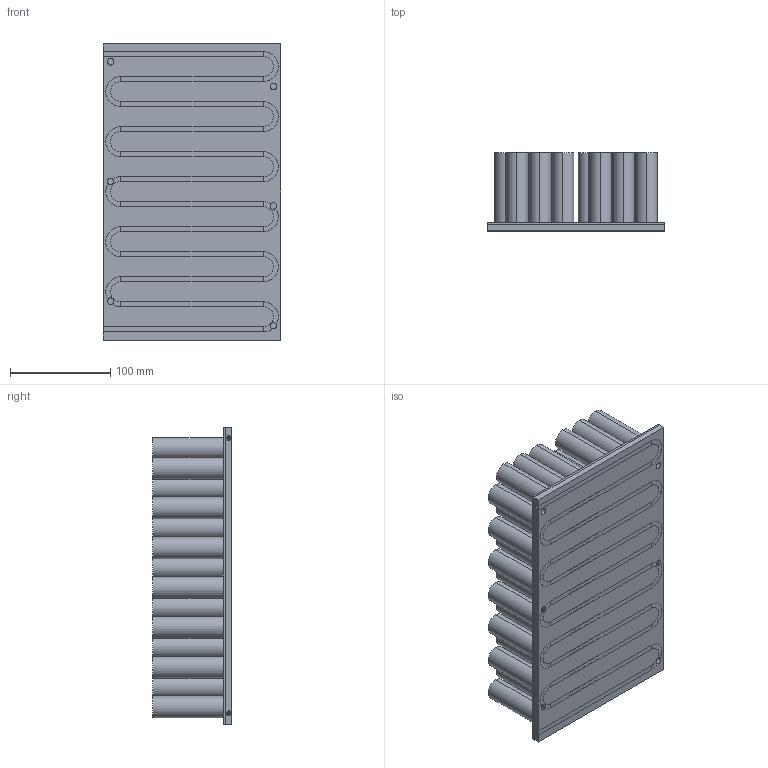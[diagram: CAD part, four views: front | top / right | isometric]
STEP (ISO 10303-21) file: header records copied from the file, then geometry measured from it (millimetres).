
FILE_DESCRIPTION (( 'STEP AP214' ), '1' );
FILE_NAME ('SegmentCFDstep.STEP', '2024-08-26T01:52:17', ( '' ), ( '' ), 'SwSTEP 2.0', 'SolidWorks 2024', '' );
FILE_SCHEMA (( 'AUTOMOTIVE_DESIGN' ));
Length unit declared in the file: millimetre
Products named in the file (4): seriesColdPlate; SegmentCFDstep; CellExample; ThermalPad
Assembly tree (86 placements, depth 2):
  SegmentCFDstep
    CellExample  x84
    seriesColdPlate
    ThermalPad
Bounding box: 177.5 x 78.15 x 296 mm (x, y, z)
Volume: 2554883.7 mm3; surface area: 749176.6 mm2
Topology: 87 solids, 87 shells, 742 faces, 1439 edges, 864 vertices
Faces by surface type: cylinder 369, plane 304, torus 69
Entity records: 12804 total; most frequent: CARTESIAN_POINT 2605, DIRECTION 2358, ORIENTED_EDGE 1882, AXIS2_PLACEMENT_3D 941, EDGE_CURVE 941, VERTEX_POINT 532, LINE 476, VECTOR 476
